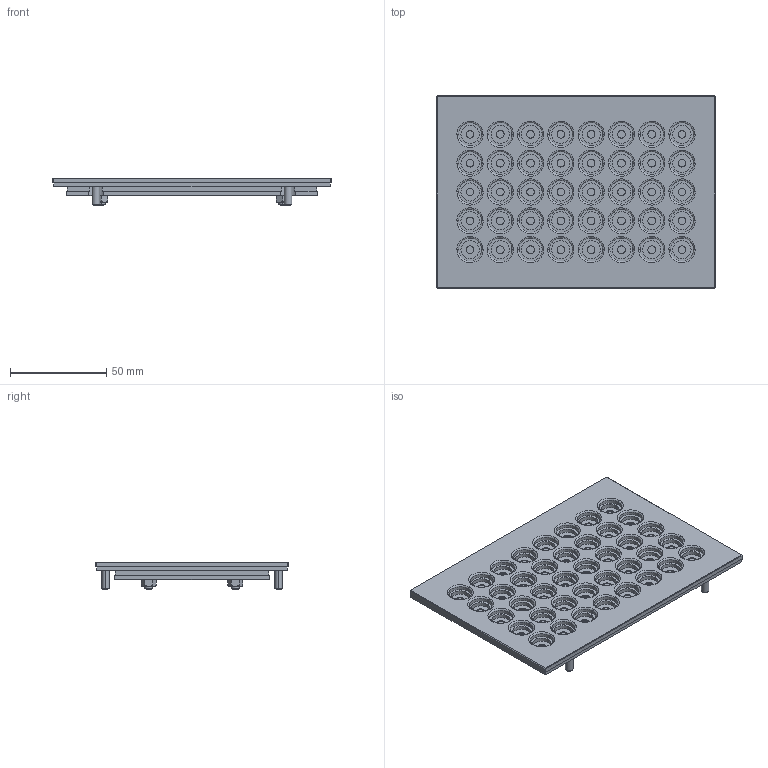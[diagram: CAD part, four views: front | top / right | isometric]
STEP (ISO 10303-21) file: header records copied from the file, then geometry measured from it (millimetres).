
FILE_DESCRIPTION (( 'STEP AP203' ), '1' );
FILE_NAME ('593007.step', '2022-03-30T19:28:10', ( '' ), ( '' ), 'SwSTEP 2.0', 'SolidWorks 2021', '' );
FILE_SCHEMA (( 'CONFIG_CONTROL_DESIGN' ));
Length unit declared in the file: inch
Products named in the file (1): 593007
Bounding box: 145 x 100 x 14.5 mm (x, y, z)
Volume: 84893.3 mm3; surface area: 44684.2 mm2
Topology: 1 solids, 5 shells, 866 faces, 1914 edges, 1224 vertices
Faces by surface type: cylinder 372, plane 288, bspline 168, cone 38
Entity records: 26901 total; most frequent: CARTESIAN_POINT 7981, DIRECTION 4132, ORIENTED_EDGE 3828, EDGE_CURVE 1914, AXIS2_PLACEMENT_3D 1759, VERTEX_POINT 1224, CIRCLE 1060, EDGE_LOOP 1040
